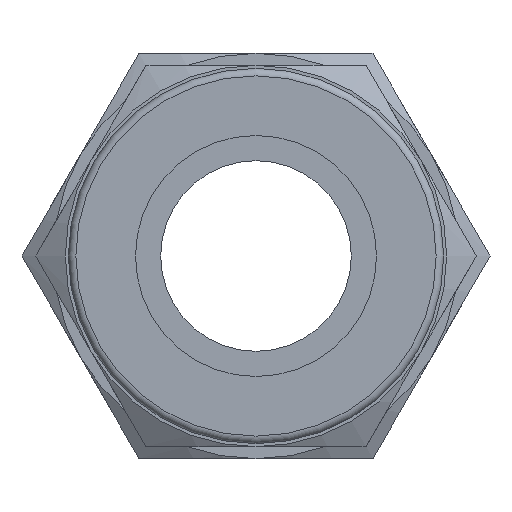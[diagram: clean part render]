
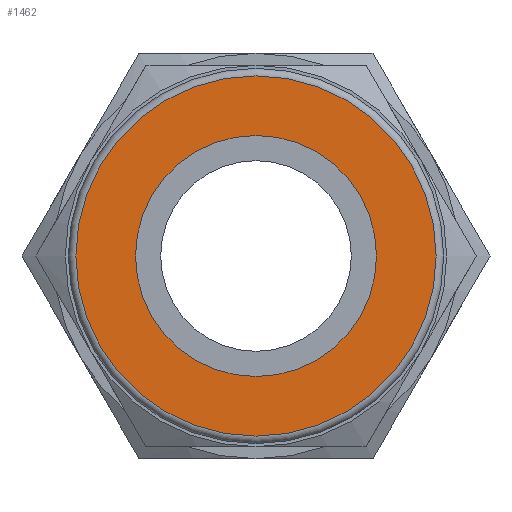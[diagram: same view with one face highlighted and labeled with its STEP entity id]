
A CAD part, left-side view. The second image highlights one B-rep face of the part: STEP entity #1462.
In plain terms, the highlighted planar face has unit normal (-1, 0, 0).
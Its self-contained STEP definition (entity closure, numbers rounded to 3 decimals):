
#91=FACE_BOUND('',#386,.T.);
#130=CIRCLE('',#1580,12.);
#170=CIRCLE('',#1661,8.025);
#271=FACE_OUTER_BOUND('',#385,.T.);
#385=EDGE_LOOP('',(#1322));
#386=EDGE_LOOP('',(#1323));
#655=VERTEX_POINT('',#2534);
#690=VERTEX_POINT('',#2674);
#837=EDGE_CURVE('',#655,#655,#130,.T.);
#901=EDGE_CURVE('',#690,#690,#170,.T.);
#1322=ORIENTED_EDGE('',*,*,#837,.F.);
#1323=ORIENTED_EDGE('',*,*,#901,.T.);
#1361=PLANE('',#1662);
#1462=ADVANCED_FACE('',(#271,#91),#1361,.T.);
#1580=AXIS2_PLACEMENT_3D('',#2536,#1883,#1884);
#1661=AXIS2_PLACEMENT_3D('',#2676,#2069,#2070);
#1662=AXIS2_PLACEMENT_3D('',#2677,#2071,#2072);
#1883=DIRECTION('center_axis',(1.,0.,0.));
#1884=DIRECTION('ref_axis',(0.,0.,-1.));
#2069=DIRECTION('center_axis',(1.,0.,0.));
#2070=DIRECTION('ref_axis',(0.,0.,-1.));
#2071=DIRECTION('center_axis',(-1.,0.,0.));
#2072=DIRECTION('ref_axis',(0.,0.,1.));
#2534=CARTESIAN_POINT('',(0.,0.,12.));
#2536=CARTESIAN_POINT('Origin',(0.,0.,
0.));
#2674=CARTESIAN_POINT('',(0.,-8.025,0.));
#2676=CARTESIAN_POINT('Origin',(0.,0.,
0.));
#2677=CARTESIAN_POINT('Origin',(0.,12.,0.));
